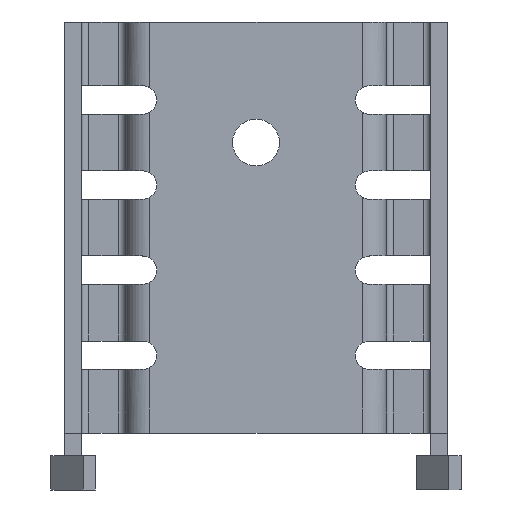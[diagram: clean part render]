
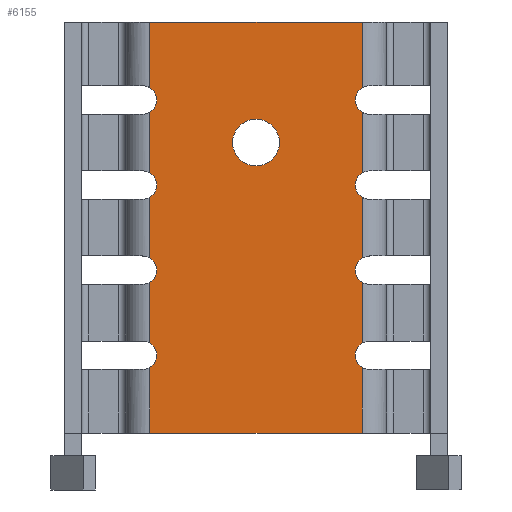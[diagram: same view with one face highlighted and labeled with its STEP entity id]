
A CAD part, front view. The second image highlights one B-rep face of the part: STEP entity #6155.
In plain terms, the highlighted planar face has unit normal (0, -1, 0).
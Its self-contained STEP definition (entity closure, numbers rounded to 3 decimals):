
#687=CARTESIAN_POINT('',(1.65,-0.6,20.5));
#688=VERTEX_POINT('',#687);
#697=CARTESIAN_POINT('',(-1.65,-0.6,20.5));
#698=VERTEX_POINT('',#697);
#699=CARTESIAN_POINT('',(0.,-0.6,20.5));
#700=DIRECTION('',(0.0,1.0,0.0));
#701=DIRECTION('',(1.0,0.0,0.0));
#702=AXIS2_PLACEMENT_3D('',#699,#700,#701);
#703=CIRCLE('',#702,1.65);
#704=EDGE_CURVE('',#698,#688,#703,.T.);
#1095=CARTESIAN_POINT('',(7.5,-0.6,0.0));
#1096=VERTEX_POINT('',#1095);
#1104=CARTESIAN_POINT('',(-7.5,-0.6,0.0));
#1105=VERTEX_POINT('',#1104);
#1106=CARTESIAN_POINT('',(-7.5,-0.6,0.0));
#1107=DIRECTION('',(1.0,0.0,0.0));
#1108=VECTOR('',#1107,15.0);
#1109=LINE('',#1106,#1108);
#1110=EDGE_CURVE('',#1105,#1096,#1109,.T.);
#1304=CARTESIAN_POINT('',(0.,-0.6,20.5));
#1305=DIRECTION('',(0.0,1.0,0.0));
#1306=DIRECTION('',(1.0,0.0,0.0));
#1307=AXIS2_PLACEMENT_3D('',#1304,#1305,#1306);
#1308=CIRCLE('',#1307,1.65);
#1309=EDGE_CURVE('',#688,#698,#1308,.T.);
#1344=CARTESIAN_POINT('',(-7.5,-0.6,22.634));
#1345=VERTEX_POINT('',#1344);
#1355=CARTESIAN_POINT('',(-7.5,-0.6,24.366));
#1356=VERTEX_POINT('',#1355);
#1357=CARTESIAN_POINT('',(-8.,-0.6,23.5));
#1358=DIRECTION('',(0.0,1.0,0.0));
#1359=DIRECTION('',(1.0,0.0,0.0));
#1360=AXIS2_PLACEMENT_3D('',#1357,#1358,#1359);
#1361=CIRCLE('',#1360,1.0);
#1362=EDGE_CURVE('',#1356,#1345,#1361,.T.);
#1850=CARTESIAN_POINT('',(7.5,-0.6,24.366));
#1851=VERTEX_POINT('',#1850);
#1861=CARTESIAN_POINT('',(7.5,-0.6,22.634));
#1862=VERTEX_POINT('',#1861);
#1863=CARTESIAN_POINT('',(8.,-0.6,23.5));
#1864=DIRECTION('',(0.0,1.0,0.0));
#1865=DIRECTION('',(-1.0,0.0,0.0));
#1866=AXIS2_PLACEMENT_3D('',#1863,#1864,#1865);
#1867=CIRCLE('',#1866,1.0);
#1868=EDGE_CURVE('',#1862,#1851,#1867,.T.);
#2012=CARTESIAN_POINT('',(-7.5,-0.6,10.634));
#2013=VERTEX_POINT('',#2012);
#2023=CARTESIAN_POINT('',(-7.5,-0.6,12.366));
#2024=VERTEX_POINT('',#2023);
#2025=CARTESIAN_POINT('',(-8.,-0.6,11.5));
#2026=DIRECTION('',(0.0,1.0,0.0));
#2027=DIRECTION('',(1.0,0.0,0.0));
#2028=AXIS2_PLACEMENT_3D('',#2025,#2026,#2027);
#2029=CIRCLE('',#2028,1.0);
#2030=EDGE_CURVE('',#2024,#2013,#2029,.T.);
#2518=CARTESIAN_POINT('',(7.5,-0.6,12.366));
#2519=VERTEX_POINT('',#2518);
#2529=CARTESIAN_POINT('',(7.5,-0.6,10.634));
#2530=VERTEX_POINT('',#2529);
#2531=CARTESIAN_POINT('',(8.,-0.6,11.5));
#2532=DIRECTION('',(0.0,1.0,0.0));
#2533=DIRECTION('',(-1.0,0.0,0.0));
#2534=AXIS2_PLACEMENT_3D('',#2531,#2532,#2533);
#2535=CIRCLE('',#2534,1.0);
#2536=EDGE_CURVE('',#2530,#2519,#2535,.T.);
#3022=CARTESIAN_POINT('',(-7.5,-0.6,4.634));
#3023=VERTEX_POINT('',#3022);
#3033=CARTESIAN_POINT('',(-7.5,-0.6,6.366));
#3034=VERTEX_POINT('',#3033);
#3035=CARTESIAN_POINT('',(-8.,-0.6,5.5));
#3036=DIRECTION('',(0.0,1.0,0.0));
#3037=DIRECTION('',(1.0,0.0,0.0));
#3038=AXIS2_PLACEMENT_3D('',#3035,#3036,#3037);
#3039=CIRCLE('',#3038,1.0);
#3040=EDGE_CURVE('',#3034,#3023,#3039,.T.);
#3179=CARTESIAN_POINT('',(7.5,-0.6,6.366));
#3180=VERTEX_POINT('',#3179);
#3190=CARTESIAN_POINT('',(7.5,-0.6,4.634));
#3191=VERTEX_POINT('',#3190);
#3192=CARTESIAN_POINT('',(8.,-0.6,5.5));
#3193=DIRECTION('',(0.0,1.0,0.0));
#3194=DIRECTION('',(-1.0,0.0,0.0));
#3195=AXIS2_PLACEMENT_3D('',#3192,#3193,#3194);
#3196=CIRCLE('',#3195,1.0);
#3197=EDGE_CURVE('',#3191,#3180,#3196,.T.);
#3690=CARTESIAN_POINT('',(-7.5,-0.6,16.634));
#3691=VERTEX_POINT('',#3690);
#3701=CARTESIAN_POINT('',(-7.5,-0.6,18.366));
#3702=VERTEX_POINT('',#3701);
#3703=CARTESIAN_POINT('',(-8.,-0.6,17.5));
#3704=DIRECTION('',(0.0,1.0,0.0));
#3705=DIRECTION('',(1.0,0.0,0.0));
#3706=AXIS2_PLACEMENT_3D('',#3703,#3704,#3705);
#3707=CIRCLE('',#3706,1.0);
#3708=EDGE_CURVE('',#3702,#3691,#3707,.T.);
#3847=CARTESIAN_POINT('',(7.5,-0.6,18.366));
#3848=VERTEX_POINT('',#3847);
#3858=CARTESIAN_POINT('',(7.5,-0.6,16.634));
#3859=VERTEX_POINT('',#3858);
#3860=CARTESIAN_POINT('',(8.,-0.6,17.5));
#3861=DIRECTION('',(0.0,1.0,0.0));
#3862=DIRECTION('',(-1.0,0.0,0.0));
#3863=AXIS2_PLACEMENT_3D('',#3860,#3861,#3862);
#3864=CIRCLE('',#3863,1.0);
#3865=EDGE_CURVE('',#3859,#3848,#3864,.T.);
#4438=CARTESIAN_POINT('',(7.5,-0.6,0.0));
#4439=DIRECTION('',(0.0,0.0,1.0));
#4440=VECTOR('',#4439,4.634);
#4441=LINE('',#4438,#4440);
#4442=EDGE_CURVE('',#1096,#3191,#4441,.T.);
#4469=CARTESIAN_POINT('',(7.5,-0.6,12.366));
#4470=DIRECTION('',(0.0,0.0,1.0));
#4471=VECTOR('',#4470,4.268);
#4472=LINE('',#4469,#4471);
#4473=EDGE_CURVE('',#2519,#3859,#4472,.T.);
#4486=CARTESIAN_POINT('',(7.5,-0.6,6.366));
#4487=DIRECTION('',(0.0,0.0,1.0));
#4488=VECTOR('',#4487,4.268);
#4489=LINE('',#4486,#4488);
#4490=EDGE_CURVE('',#3180,#2530,#4489,.T.);
#4517=CARTESIAN_POINT('',(7.5,-0.6,29.0));
#4518=VERTEX_POINT('',#4517);
#4526=CARTESIAN_POINT('',(7.5,-0.6,24.366));
#4527=DIRECTION('',(0.0,0.0,1.0));
#4528=VECTOR('',#4527,4.634);
#4529=LINE('',#4526,#4528);
#4530=EDGE_CURVE('',#1851,#4518,#4529,.T.);
#4543=CARTESIAN_POINT('',(7.5,-0.6,18.366));
#4544=DIRECTION('',(0.0,0.0,1.0));
#4545=VECTOR('',#4544,4.268);
#4546=LINE('',#4543,#4545);
#4547=EDGE_CURVE('',#3848,#1862,#4546,.T.);
#5866=CARTESIAN_POINT('',(-7.5,-0.6,29.));
#5867=VERTEX_POINT('',#5866);
#5868=CARTESIAN_POINT('',(-7.5,-0.6,24.366));
#5869=DIRECTION('',(0.0,0.0,1.0));
#5870=VECTOR('',#5869,4.634);
#5871=LINE('',#5868,#5870);
#5872=EDGE_CURVE('',#1356,#5867,#5871,.T.);
#5892=CARTESIAN_POINT('',(-7.5,-0.6,12.366));
#5893=DIRECTION('',(0.0,0.0,1.0));
#5894=VECTOR('',#5893,4.268);
#5895=LINE('',#5892,#5894);
#5896=EDGE_CURVE('',#2024,#3691,#5895,.T.);
#5912=CARTESIAN_POINT('',(-7.5,-0.6,0.0));
#5913=DIRECTION('',(0.0,0.0,1.0));
#5914=VECTOR('',#5913,4.634);
#5915=LINE('',#5912,#5914);
#5916=EDGE_CURVE('',#1105,#3023,#5915,.T.);
#5931=CARTESIAN_POINT('',(-7.5,-0.6,6.366));
#5932=DIRECTION('',(0.0,0.0,1.0));
#5933=VECTOR('',#5932,4.268);
#5934=LINE('',#5931,#5933);
#5935=EDGE_CURVE('',#3034,#2013,#5934,.T.);
#6114=CARTESIAN_POINT('',(7.5,-0.6,0.0));
#6115=DIRECTION('',(0.0,-1.0,0.0));
#6116=DIRECTION('',(0.0,0.0,-1.0));
#6117=AXIS2_PLACEMENT_3D('',#6114,#6115,#6116);
#6118=PLANE('',#6117);
#6119=ORIENTED_EDGE('',*,*,#1362,.T.);
#6120=CARTESIAN_POINT('',(-7.5,-0.6,18.366));
#6121=DIRECTION('',(0.0,0.0,1.0));
#6122=VECTOR('',#6121,4.268);
#6123=LINE('',#6120,#6122);
#6124=EDGE_CURVE('',#3702,#1345,#6123,.T.);
#6125=ORIENTED_EDGE('',*,*,#6124,.F.);
#6126=ORIENTED_EDGE('',*,*,#3708,.T.);
#6127=ORIENTED_EDGE('',*,*,#5896,.F.);
#6128=ORIENTED_EDGE('',*,*,#2030,.T.);
#6129=ORIENTED_EDGE('',*,*,#5935,.F.);
#6130=ORIENTED_EDGE('',*,*,#3040,.T.);
#6131=ORIENTED_EDGE('',*,*,#5916,.F.);
#6132=ORIENTED_EDGE('',*,*,#1110,.T.);
#6133=ORIENTED_EDGE('',*,*,#4442,.T.);
#6134=ORIENTED_EDGE('',*,*,#3197,.T.);
#6135=ORIENTED_EDGE('',*,*,#4490,.T.);
#6136=ORIENTED_EDGE('',*,*,#2536,.T.);
#6137=ORIENTED_EDGE('',*,*,#4473,.T.);
#6138=ORIENTED_EDGE('',*,*,#3865,.T.);
#6139=ORIENTED_EDGE('',*,*,#4547,.T.);
#6140=ORIENTED_EDGE('',*,*,#1868,.T.);
#6141=ORIENTED_EDGE('',*,*,#4530,.T.);
#6142=CARTESIAN_POINT('',(7.5,-0.6,29.));
#6143=DIRECTION('',(-1.0,0.0,0.0));
#6144=VECTOR('',#6143,15.0);
#6145=LINE('',#6142,#6144);
#6146=EDGE_CURVE('',#4518,#5867,#6145,.T.);
#6147=ORIENTED_EDGE('',*,*,#6146,.T.);
#6148=ORIENTED_EDGE('',*,*,#5872,.F.);
#6149=EDGE_LOOP('',(#6119,#6125,#6126,#6127,#6128,#6129,#6130,#6131,#6132,#6133,#6134,#6135,#6136,#6137,#6138,#6139,#6140,#6141,#6147,#6148));
#6150=FACE_OUTER_BOUND('',#6149,.T.);
#6151=ORIENTED_EDGE('',*,*,#1309,.T.);
#6152=ORIENTED_EDGE('',*,*,#704,.T.);
#6153=EDGE_LOOP('',(#6151,#6152));
#6154=FACE_BOUND('',#6153,.T.);
#6155=ADVANCED_FACE('',(#6150,#6154),#6118,.T.);
